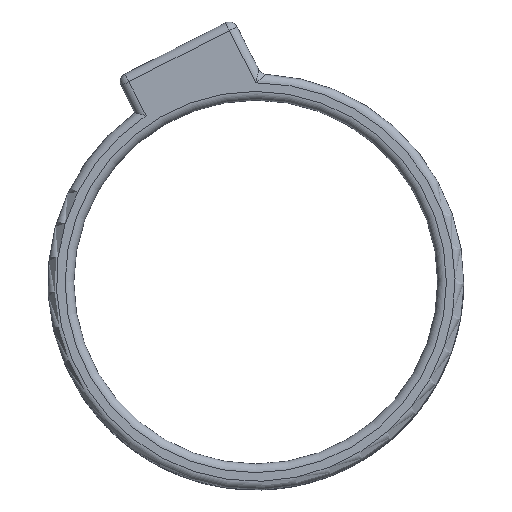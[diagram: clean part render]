
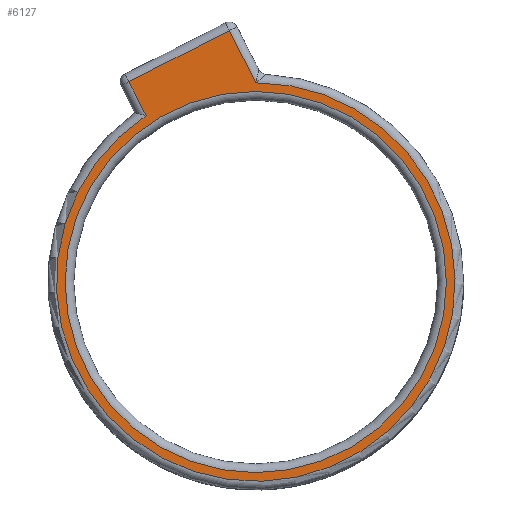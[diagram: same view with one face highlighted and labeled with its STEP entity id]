
A CAD part, top view. The second image highlights one B-rep face of the part: STEP entity #6127.
In plain terms, the highlighted planar face has unit normal (0, 0, 1).
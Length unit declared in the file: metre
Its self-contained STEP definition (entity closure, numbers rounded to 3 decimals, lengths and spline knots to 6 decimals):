
#551=PLANE('',#6619);
#761=CIRCLE('',#6620,0.022);
#762=CIRCLE('',#6621,0.023);
#1171=ORIENTED_EDGE('',*,*,#3081,.T.);
#1172=ORIENTED_EDGE('',*,*,#3082,.T.);
#1173=ORIENTED_EDGE('',*,*,#3083,.T.);
#1174=ORIENTED_EDGE('',*,*,#3084,.T.);
#1175=ORIENTED_EDGE('',*,*,#3085,.T.);
#3081=EDGE_CURVE('',#4040,#4040,#761,.F.);
#3082=EDGE_CURVE('',#4041,#4042,#4454,.T.);
#3083=EDGE_CURVE('',#4042,#4043,#4455,.T.);
#3084=EDGE_CURVE('',#4043,#4044,#4456,.F.);
#3085=EDGE_CURVE('',#4044,#4041,#762,.T.);
#4040=VERTEX_POINT('',#9366);
#4041=VERTEX_POINT('',#9368);
#4042=VERTEX_POINT('',#9369);
#4043=VERTEX_POINT('',#9371);
#4044=VERTEX_POINT('',#9373);
#4454=LINE('',#9367,#4880);
#4455=LINE('',#9370,#4881);
#4456=LINE('',#9372,#4882);
#4880=VECTOR('',#7292,1.);
#4881=VECTOR('',#7293,1.);
#4882=VECTOR('',#7294,1.);
#5280=EDGE_LOOP('',(#1171));
#5281=EDGE_LOOP('',(#1172,#1173,#1174,#1175));
#5679=FACE_BOUND('',#5280,.T.);
#5680=FACE_BOUND('',#5281,.T.);
#6127=ADVANCED_FACE('',(#5679,#5680),#551,.T.);
#6619=AXIS2_PLACEMENT_3D('',#9364,#7288,#7289);
#6620=AXIS2_PLACEMENT_3D('',#9365,#7290,#7291);
#6621=AXIS2_PLACEMENT_3D('',#9374,#7295,#7296);
#7288=DIRECTION('',(0.,0.,1.));
#7289=DIRECTION('',(1.,0.,0.));
#7290=DIRECTION('',(0.,0.,1.));
#7291=DIRECTION('',(1.,0.,0.));
#7292=DIRECTION('',(-0.454,0.891,0.));
#7293=DIRECTION('',(-0.891,-0.454,0.));
#7294=DIRECTION('',(-0.454,0.891,0.));
#7295=DIRECTION('',(0.,0.,1.));
#7296=DIRECTION('',(1.,0.,0.));
#9364=CARTESIAN_POINT('',(0.,0.,0.0035));
#9365=CARTESIAN_POINT('',(0.,0.,0.0035));
#9366=CARTESIAN_POINT('',(0.022,0.,0.0035));
#9367=CARTESIAN_POINT('',(-0.003518,0.029905,0.0035));
#9368=CARTESIAN_POINT('',(0.,0.023,0.0035));
#9369=CARTESIAN_POINT('',(-0.003064,0.029014,0.0035));
#9370=CARTESIAN_POINT('',(-0.015539,0.022658,0.0035));
#9371=CARTESIAN_POINT('',(-0.014648,0.023112,0.0035));
#9372=CARTESIAN_POINT('',(-0.013055,0.019986,0.0035));
#9373=CARTESIAN_POINT('',(-0.012656,0.019205,0.0035));
#9374=CARTESIAN_POINT('',(0.,0.,0.0035));
